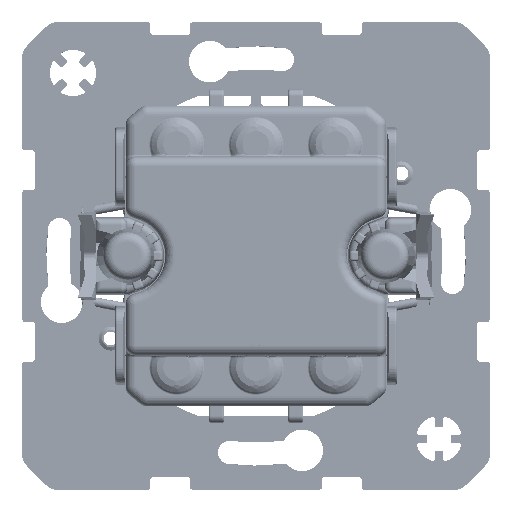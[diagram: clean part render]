
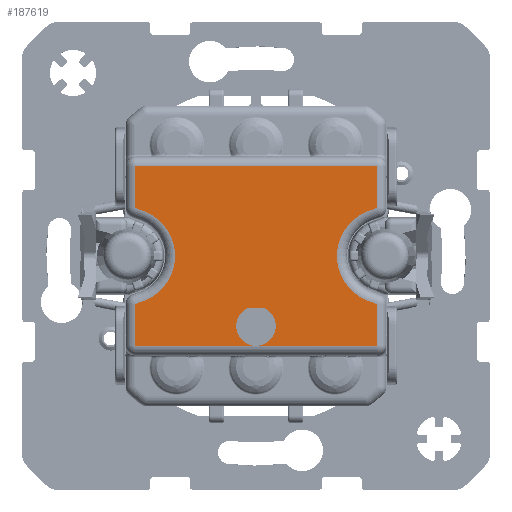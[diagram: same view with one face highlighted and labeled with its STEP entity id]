
A CAD part, front view. The second image highlights one B-rep face of the part: STEP entity #187619.
In plain terms, the highlighted planar face has unit normal (0, -1, 0).
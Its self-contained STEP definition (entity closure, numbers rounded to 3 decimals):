
#173658=DIRECTION('',(1.,0.,0.));
#173659=VECTOR('',#173658,17.705);
#173660=CARTESIAN_POINT('',(-18.25,-24.2,-13.55));
#173661=LINE('5948',#173660,#173659);
#173662=DIRECTION('',(0.,0.,-1.));
#173663=VECTOR('',#173662,6.29);
#173664=CARTESIAN_POINT('',(-18.25,-24.2,-7.26));
#173665=LINE('4731',#173664,#173663);
#173666=DIRECTION('',(-0.94,0.,-0.342));
#173667=VECTOR('',#173666,1.309);
#173668=CARTESIAN_POINT('',(-17.02,-24.2,-6.813));
#173669=LINE('4728',#173668,#173667);
#173670=CARTESIAN_POINT('',(-19.5,-24.2,0.));
#173671=DIRECTION('',(0.,1.,0.));
#173672=DIRECTION('',(0.342,0.,0.94));
#173673=AXIS2_PLACEMENT_3D('',#173670,#173671,#173672);
#173675=DIRECTION('',(0.94,0.,-0.342));
#173676=VECTOR('',#173675,1.309);
#173677=CARTESIAN_POINT('',(-18.25,-24.2,7.26));
#173678=LINE('4724',#173677,#173676);
#173679=DIRECTION('',(0.,0.,-1.));
#173680=VECTOR('',#173679,6.29);
#173681=CARTESIAN_POINT('',(-18.25,-24.2,13.55));
#173682=LINE('4721',#173681,#173680);
#173683=DIRECTION('',(-1.,0.,0.));
#173684=VECTOR('',#173683,36.5);
#173685=CARTESIAN_POINT('',(18.25,-24.2,13.55));
#173686=LINE('4718',#173685,#173684);
#173687=DIRECTION('',(0.,0.,1.));
#173688=VECTOR('',#173687,6.29);
#173689=CARTESIAN_POINT('',(18.25,-24.2,7.26));
#173690=LINE('4715',#173689,#173688);
#173691=DIRECTION('',(0.94,0.,0.342));
#173692=VECTOR('',#173691,1.309);
#173693=CARTESIAN_POINT('',(17.02,-24.2,6.813));
#173694=LINE('4712',#173693,#173692);
#173695=CARTESIAN_POINT('',(19.5,-24.2,0.));
#173696=DIRECTION('',(0.,1.,0.));
#173697=DIRECTION('',(-0.342,0.,-0.94));
#173698=AXIS2_PLACEMENT_3D('',#173695,#173696,#173697);
#173700=DIRECTION('',(-0.94,0.,0.342));
#173701=VECTOR('',#173700,1.309);
#173702=CARTESIAN_POINT('',(18.25,-24.2,-7.26));
#173703=LINE('4739',#173702,#173701);
#173704=DIRECTION('',(0.,0.,1.));
#173705=VECTOR('',#173704,6.29);
#173706=CARTESIAN_POINT('',(18.25,-24.2,-13.55));
#173707=LINE('4736',#173706,#173705);
#173708=DIRECTION('',(1.,0.,0.));
#173709=VECTOR('',#173708,17.705);
#173710=CARTESIAN_POINT('',(0.545,-24.2,-13.55));
#173711=LINE('5949',#173710,#173709);
#173712=CARTESIAN_POINT('',(0.,-24.2,-10.6));
#173713=DIRECTION('',(0.,-1.,0.));
#173714=DIRECTION('',(0.182,0.,-0.983));
#173715=AXIS2_PLACEMENT_3D('',#173712,#173713,#173714);
#173717=DIRECTION('',(-1.,0.,0.));
#173718=VECTOR('',#173717,2.615);
#173719=CARTESIAN_POINT('',(1.308,-24.2,-7.9));
#173720=LINE('5950',#173719,#173718);
#173721=CARTESIAN_POINT('',(0.,-24.2,-10.6));
#173722=DIRECTION('',(0.,-1.,0.));
#173723=DIRECTION('',(-0.436,0.,0.9));
#173724=AXIS2_PLACEMENT_3D('',#173721,#173722,#173723);
#183993=CARTESIAN_POINT('',(17.02,-24.2,6.813));
#183994=CARTESIAN_POINT('',(18.25,-24.2,7.26));
#183995=VERTEX_POINT('',#183993);
#183996=VERTEX_POINT('',#183994);
#184003=CARTESIAN_POINT('',(18.25,-24.2,13.55));
#184004=VERTEX_POINT('',#184003);
#184009=CARTESIAN_POINT('',(-18.25,-24.2,13.55));
#184010=VERTEX_POINT('',#184009);
#184015=CARTESIAN_POINT('',(-18.25,-24.2,7.26));
#184016=VERTEX_POINT('',#184015);
#184021=CARTESIAN_POINT('',(-17.02,-24.2,6.813));
#184022=VERTEX_POINT('',#184021);
#184025=CARTESIAN_POINT('',(-17.02,-24.2,-6.813));
#184026=VERTEX_POINT('',#184025);
#184029=CARTESIAN_POINT('',(-18.25,-24.2,-7.26));
#184030=VERTEX_POINT('',#184029);
#184035=CARTESIAN_POINT('',(-18.25,-24.2,-13.55));
#184036=VERTEX_POINT('',#184035);
#184045=CARTESIAN_POINT('',(18.25,-24.2,-13.55));
#184046=CARTESIAN_POINT('',(18.25,-24.2,-7.26));
#184047=VERTEX_POINT('',#184045);
#184048=VERTEX_POINT('',#184046);
#184053=CARTESIAN_POINT('',(17.02,-24.2,-6.813));
#184054=VERTEX_POINT('',#184053);
#184817=CARTESIAN_POINT('',(-0.545,-24.2,-13.55));
#184818=VERTEX_POINT('',#184817);
#184819=CARTESIAN_POINT('',(0.545,-24.2,-13.55));
#184820=VERTEX_POINT('',#184819);
#184821=CARTESIAN_POINT('',(1.308,-24.2,-7.9));
#184822=CARTESIAN_POINT('',(-1.308,-24.2,-7.9));
#184823=VERTEX_POINT('',#184821);
#184824=VERTEX_POINT('',#184822);
#187581=CARTESIAN_POINT('',(0.,-24.2,0.));
#187582=DIRECTION('',(0.,1.,0.));
#187583=DIRECTION('',(0.,0.,1.));
#187584=AXIS2_PLACEMENT_3D('',#187581,#187582,#187583);
#187585=PLANE('2029',#187584);
#187587=ORIENTED_EDGE('5948',*,*,#187586,.F.);
#187589=ORIENTED_EDGE('4731',*,*,#187588,.F.);
#187591=ORIENTED_EDGE('4728',*,*,#187590,.F.);
#187593=ORIENTED_EDGE('4726',*,*,#187592,.F.);
#187595=ORIENTED_EDGE('4724',*,*,#187594,.F.);
#187597=ORIENTED_EDGE('4721',*,*,#187596,.F.);
#187598=ORIENTED_EDGE('4718',*,*,#187572,.F.);
#187600=ORIENTED_EDGE('4715',*,*,#187599,.F.);
#187602=ORIENTED_EDGE('4712',*,*,#187601,.F.);
#187604=ORIENTED_EDGE('4741',*,*,#187603,.F.);
#187606=ORIENTED_EDGE('4739',*,*,#187605,.F.);
#187608=ORIENTED_EDGE('4736',*,*,#187607,.F.);
#187610=ORIENTED_EDGE('5949',*,*,#187609,.F.);
#187612=ORIENTED_EDGE('5952',*,*,#187611,.T.);
#187614=ORIENTED_EDGE('5950',*,*,#187613,.T.);
#187616=ORIENTED_EDGE('5951',*,*,#187615,.T.);
#187617=EDGE_LOOP('2029',(#187587,#187589,#187591,#187593,#187595,#187597,
#187598,#187600,#187602,#187604,#187606,#187608,#187610,#187612,#187614,
#187616));
#187618=FACE_OUTER_BOUND('2029',#187617,.F.);
#187619=ADVANCED_FACE('2029',(#187618),#187585,.F.);
#173674=CIRCLE('4726',#173673,7.25);
#173699=CIRCLE('4741',#173698,7.25);
#173716=CIRCLE('5952',#173715,3.);
#173725=CIRCLE('5951',#173724,3.);
#187572=EDGE_CURVE('4718',#184004,#184010,#173686,.T.);
#187586=EDGE_CURVE('5948',#184036,#184818,#173661,.T.);
#187588=EDGE_CURVE('4731',#184030,#184036,#173665,.T.);
#187590=EDGE_CURVE('4728',#184026,#184030,#173669,.T.);
#187592=EDGE_CURVE('4726',#184022,#184026,#173674,.T.);
#187594=EDGE_CURVE('4724',#184016,#184022,#173678,.T.);
#187596=EDGE_CURVE('4721',#184010,#184016,#173682,.T.);
#187599=EDGE_CURVE('4715',#183996,#184004,#173690,.T.);
#187601=EDGE_CURVE('4712',#183995,#183996,#173694,.T.);
#187603=EDGE_CURVE('4741',#184054,#183995,#173699,.T.);
#187605=EDGE_CURVE('4739',#184048,#184054,#173703,.T.);
#187607=EDGE_CURVE('4736',#184047,#184048,#173707,.T.);
#187609=EDGE_CURVE('5949',#184820,#184047,#173711,.T.);
#187611=EDGE_CURVE('5952',#184820,#184823,#173716,.T.);
#187613=EDGE_CURVE('5950',#184823,#184824,#173720,.T.);
#187615=EDGE_CURVE('5951',#184824,#184818,#173725,.T.);
